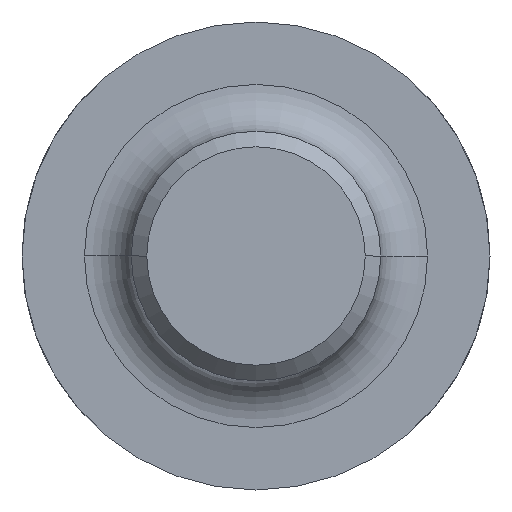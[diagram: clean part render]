
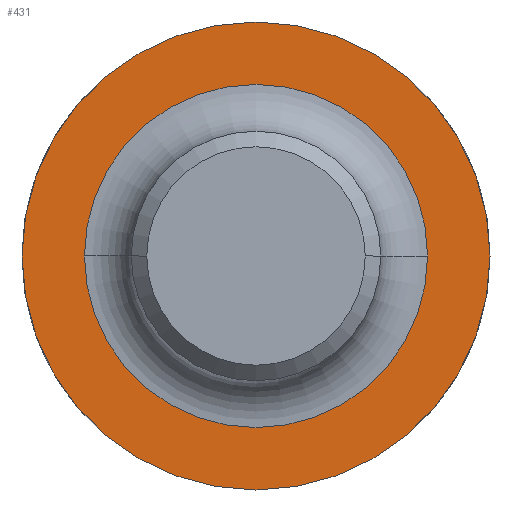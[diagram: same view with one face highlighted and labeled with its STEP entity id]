
A CAD part, front view. The second image highlights one B-rep face of the part: STEP entity #431.
In plain terms, the highlighted planar face has unit normal (0, -1, 0).
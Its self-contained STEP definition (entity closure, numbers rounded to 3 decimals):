
#11 = DIRECTION ( 'NONE',  ( 0., -1., 0. ) ) ;
#16 = AXIS2_PLACEMENT_3D ( 'NONE', #357, #321, #46 ) ;
#20 = AXIS2_PLACEMENT_3D ( 'NONE', #226, #414, #603 ) ;
#34 = DIRECTION ( 'NONE',  ( 0., -1., 0. ) ) ;
#46 = DIRECTION ( 'NONE',  ( 1., 0., 0. ) ) ;
#80 = DIRECTION ( 'NONE',  ( 1., 0., 0. ) ) ;
#91 = VERTEX_POINT ( 'NONE', #176 ) ;
#110 = EDGE_CURVE ( 'NONE', #579, #288, #211, .T. ) ;
#163 = AXIS2_PLACEMENT_3D ( 'NONE', #178, #34, #307 ) ;
#176 = CARTESIAN_POINT ( 'NONE',  ( -11., 25., 0. ) ) ;
#178 = CARTESIAN_POINT ( 'NONE',  ( 0., 25., 0. ) ) ;
#197 = ORIENTED_EDGE ( 'NONE', *, *, #409, .T. ) ;
#211 = CIRCLE ( 'NONE', #163, 15. ) ;
#217 = CIRCLE ( 'NONE', #20, 11. ) ;
#226 = CARTESIAN_POINT ( 'NONE',  ( 0., 25., 0. ) ) ;
#227 = CARTESIAN_POINT ( 'NONE',  ( 15., 25., 0. ) ) ;
#274 = CIRCLE ( 'NONE', #16, 11. ) ;
#278 = VERTEX_POINT ( 'NONE', #456 ) ;
#288 = VERTEX_POINT ( 'NONE', #341 ) ;
#307 = DIRECTION ( 'NONE',  ( 1., 0., 0. ) ) ;
#314 = FACE_OUTER_BOUND ( 'NONE', #377, .T. ) ;
#321 = DIRECTION ( 'NONE',  ( 0., 1., 0. ) ) ;
#325 = AXIS2_PLACEMENT_3D ( 'NONE', #552, #512, #80 ) ;
#328 = ORIENTED_EDGE ( 'NONE', *, *, #333, .T. ) ;
#333 = EDGE_CURVE ( 'NONE', #278, #91, #274, .T. ) ;
#341 = CARTESIAN_POINT ( 'NONE',  ( -15., 25., 0. ) ) ;
#347 = CARTESIAN_POINT ( 'NONE',  ( 0., 25., 0. ) ) ;
#357 = CARTESIAN_POINT ( 'NONE',  ( 0., 25., 0. ) ) ;
#377 = EDGE_LOOP ( 'NONE', ( #482, #485 ) ) ;
#390 = DIRECTION ( 'NONE',  ( 1., 0., 0. ) ) ;
#407 = AXIS2_PLACEMENT_3D ( 'NONE', #347, #11, #390 ) ;
#409 = EDGE_CURVE ( 'NONE', #91, #278, #217, .T. ) ;
#414 = DIRECTION ( 'NONE',  ( 0., 1., 0. ) ) ;
#428 = EDGE_LOOP ( 'NONE', ( #328, #197 ) ) ;
#431 = ADVANCED_FACE ( 'NONE', ( #469, #314 ), #598, .T. ) ;
#456 = CARTESIAN_POINT ( 'NONE',  ( 11., 25., 0. ) ) ;
#460 = CIRCLE ( 'NONE', #407, 15. ) ;
#469 = FACE_BOUND ( 'NONE', #428, .T. ) ;
#482 = ORIENTED_EDGE ( 'NONE', *, *, #110, .T. ) ;
#485 = ORIENTED_EDGE ( 'NONE', *, *, #534, .T. ) ;
#512 = DIRECTION ( 'NONE',  ( 0., -1., 0. ) ) ;
#534 = EDGE_CURVE ( 'NONE', #288, #579, #460, .T. ) ;
#552 = CARTESIAN_POINT ( 'NONE',  ( 8., 25., 0. ) ) ;
#579 = VERTEX_POINT ( 'NONE', #227 ) ;
#598 = PLANE ( 'NONE',  #325 ) ;
#603 = DIRECTION ( 'NONE',  ( 1., 0., 0. ) ) ;
